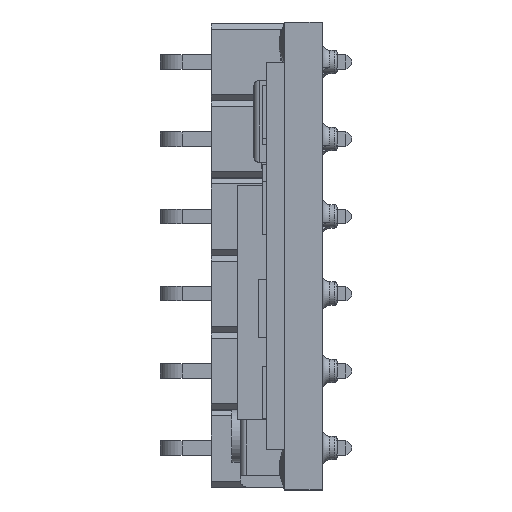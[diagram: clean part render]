
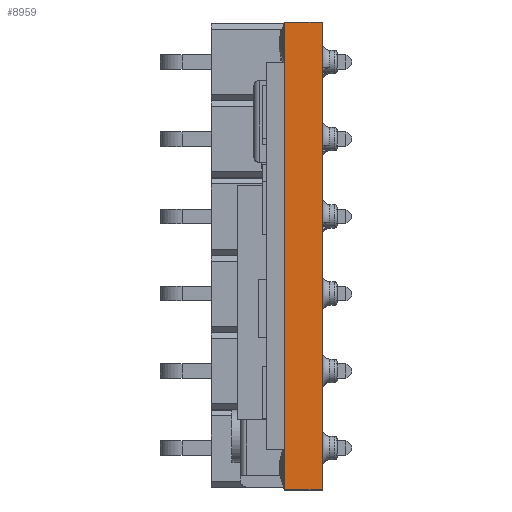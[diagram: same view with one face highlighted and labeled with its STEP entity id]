
A CAD part, left-side view. The second image highlights one B-rep face of the part: STEP entity #8959.
In plain terms, the highlighted planar face has unit normal (-1, 0, 0).
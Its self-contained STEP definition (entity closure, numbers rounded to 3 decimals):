
#1508 = LINE ( 'NONE', #23673, #4382 ) ;
#1554 = EDGE_LOOP ( 'NONE', ( #26972, #6534, #29926, #33190 ) ) ;
#4382 = VECTOR ( 'NONE', #27412, 1000. ) ;
#4486 = CARTESIAN_POINT ( 'NONE',  ( -18.5, 1.3, -8. ) ) ;
#5443 = FACE_OUTER_BOUND ( 'NONE', #1554, .T. ) ;
#6534 = ORIENTED_EDGE ( 'NONE', *, *, #30484, .F. ) ;
#6583 = CARTESIAN_POINT ( 'NONE',  ( -18.5, 1.3, 8. ) ) ;
#8019 = AXIS2_PLACEMENT_3D ( 'NONE', #4486, #19621, #12638 ) ;
#8927 = LINE ( 'NONE', #16365, #17175 ) ;
#8959 = ADVANCED_FACE ( 'NONE', ( #5443 ), #31748, .F. ) ;
#10187 = CARTESIAN_POINT ( 'NONE',  ( -18.5, 0.01, 8. ) ) ;
#12638 = DIRECTION ( 'NONE',  ( 0., 0., -1. ) ) ;
#12964 = EDGE_CURVE ( 'NONE', #19726, #25098, #27115, .T. ) ;
#13183 = EDGE_CURVE ( 'NONE', #24803, #48399, #8927, .T. ) ;
#16365 = CARTESIAN_POINT ( 'NONE',  ( -18.5, 1.3, -8. ) ) ;
#17175 = VECTOR ( 'NONE', #39016, 1000. ) ;
#18627 = CARTESIAN_POINT ( 'NONE',  ( -18.5, 1.3, -8. ) ) ;
#19621 = DIRECTION ( 'NONE',  ( 1., 0., 0. ) ) ;
#19726 = VERTEX_POINT ( 'NONE', #10187 ) ;
#22399 = DIRECTION ( 'NONE',  ( 0., 0., -1. ) ) ;
#22596 = CARTESIAN_POINT ( 'NONE',  ( -18.5, 0.01, -8. ) ) ;
#22660 = CARTESIAN_POINT ( 'NONE',  ( -18.5, 0.01, 8. ) ) ;
#23380 = CARTESIAN_POINT ( 'NONE',  ( -18.5, 1.3, -8. ) ) ;
#23673 = CARTESIAN_POINT ( 'NONE',  ( -18.5, 1.3, 8. ) ) ;
#24803 = VERTEX_POINT ( 'NONE', #23380 ) ;
#25098 = VERTEX_POINT ( 'NONE', #22596 ) ;
#25943 = VECTOR ( 'NONE', #22399, 1000. ) ;
#26101 = LINE ( 'NONE', #18627, #41160 ) ;
#26972 = ORIENTED_EDGE ( 'NONE', *, *, #12964, .F. ) ;
#27115 = LINE ( 'NONE', #22660, #25943 ) ;
#27412 = DIRECTION ( 'NONE',  ( 0., -1., 0. ) ) ;
#29926 = ORIENTED_EDGE ( 'NONE', *, *, #13183, .F. ) ;
#30484 = EDGE_CURVE ( 'NONE', #48399, #19726, #1508, .T. ) ;
#31748 = PLANE ( 'NONE',  #8019 ) ;
#33190 = ORIENTED_EDGE ( 'NONE', *, *, #37465, .T. ) ;
#34026 = DIRECTION ( 'NONE',  ( 0., -1., 0. ) ) ;
#37465 = EDGE_CURVE ( 'NONE', #24803, #25098, #26101, .T. ) ;
#39016 = DIRECTION ( 'NONE',  ( 0., 0., 1. ) ) ;
#41160 = VECTOR ( 'NONE', #34026, 1000. ) ;
#48399 = VERTEX_POINT ( 'NONE', #6583 ) ;
